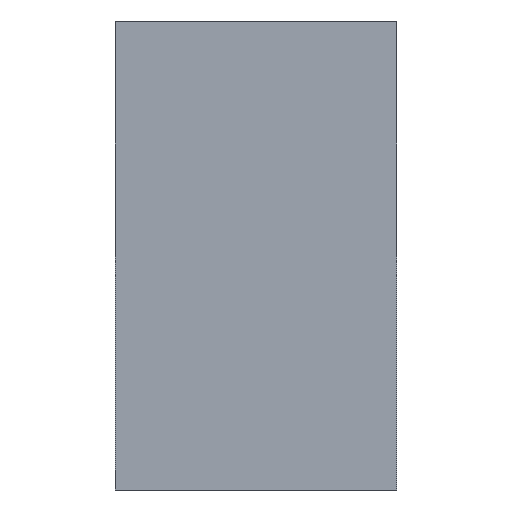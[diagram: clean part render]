
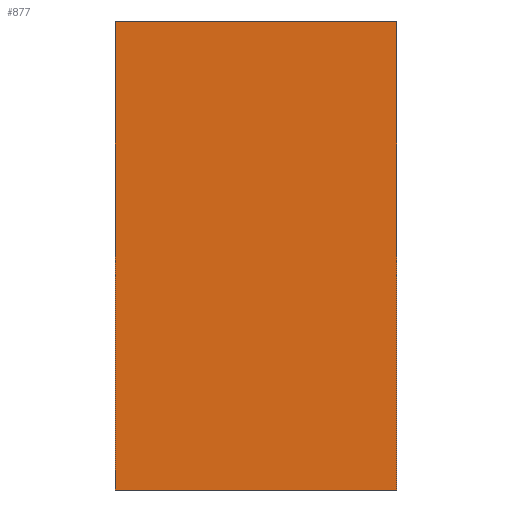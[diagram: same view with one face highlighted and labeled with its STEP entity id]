
A CAD part, left-side view. The second image highlights one B-rep face of the part: STEP entity #877.
In plain terms, the highlighted planar face has unit normal (-1, 0, 0).
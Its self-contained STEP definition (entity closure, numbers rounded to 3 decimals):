
#34=PLANE('',#957);
#104=FACE_OUTER_BOUND('',#159,.T.);
#159=EDGE_LOOP('',(#773,#774,#775,#776));
#246=LINE('',#4164,#303);
#269=LINE('',#4241,#326);
#272=LINE('',#4248,#329);
#273=LINE('',#4249,#330);
#303=VECTOR('',#1054,10.);
#326=VECTOR('',#1137,10.);
#329=VECTOR('',#1144,10.);
#330=VECTOR('',#1145,10.);
#386=VERTEX_POINT('',#4161);
#387=VERTEX_POINT('',#4163);
#410=VERTEX_POINT('',#4237);
#413=VERTEX_POINT('',#4247);
#498=EDGE_CURVE('',#387,#386,#246,.T.);
#535=EDGE_CURVE('',#387,#410,#269,.T.);
#538=EDGE_CURVE('',#413,#386,#272,.T.);
#539=EDGE_CURVE('',#410,#413,#273,.T.);
#773=ORIENTED_EDGE('',*,*,#498,.T.);
#774=ORIENTED_EDGE('',*,*,#538,.F.);
#775=ORIENTED_EDGE('',*,*,#539,.F.);
#776=ORIENTED_EDGE('',*,*,#535,.F.);
#877=ADVANCED_FACE('',(#104),#34,.T.);
#957=AXIS2_PLACEMENT_3D('',#4246,#1142,#1143);
#1054=DIRECTION('',(0.,0.,1.));
#1137=DIRECTION('',(0.,1.,0.));
#1142=DIRECTION('center_axis',(-1.,0.,0.));
#1143=DIRECTION('ref_axis',(0.,-1.,0.));
#1144=DIRECTION('',(0.,-1.,0.));
#1145=DIRECTION('',(0.,0.,1.));
#4161=CARTESIAN_POINT('',(-64.25,-9.55,15.9));
#4163=CARTESIAN_POINT('',(-64.25,-9.55,-15.9));
#4164=CARTESIAN_POINT('',(-64.25,-9.55,0.));
#4237=CARTESIAN_POINT('',(-64.25,9.55,-15.9));
#4241=CARTESIAN_POINT('',(-64.25,-9.55,-15.9));
#4246=CARTESIAN_POINT('Origin',(-64.25,9.55,0.));
#4247=CARTESIAN_POINT('',(-64.25,9.55,15.9));
#4248=CARTESIAN_POINT('',(-64.25,-9.55,15.9));
#4249=CARTESIAN_POINT('',(-64.25,9.55,0.));
